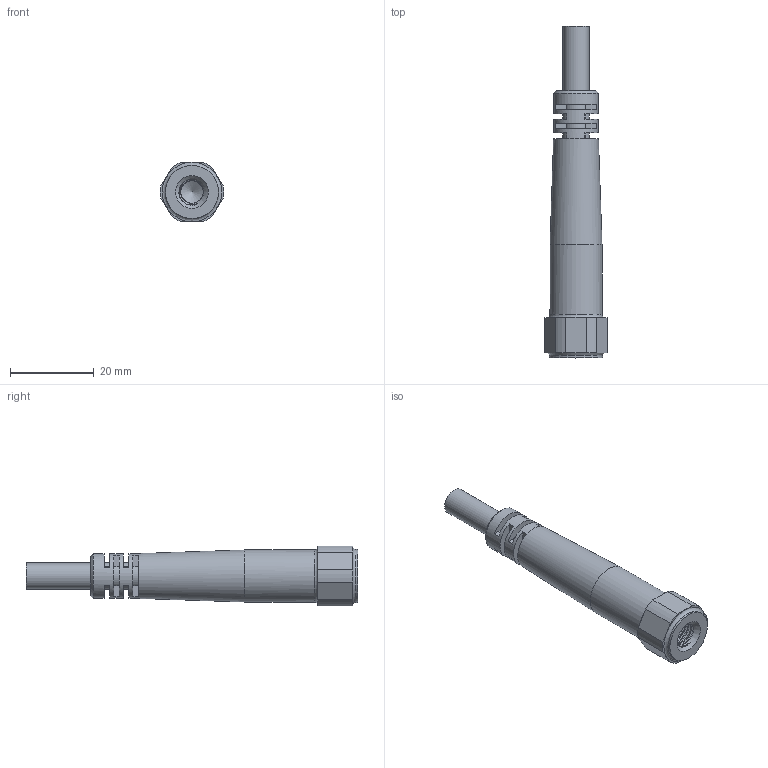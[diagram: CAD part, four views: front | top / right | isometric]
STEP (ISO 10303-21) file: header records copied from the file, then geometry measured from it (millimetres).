
FILE_DESCRIPTION(/* description */ (''),/* implementation_level */ '2;1');
FILE_NAME(/* name */ 'MASTER_MINI_TOP-EXIT_INTEGRAL_DARK-BLUE.stp',/* time_stamp */ '2017-04-26T09:56:27-04:00',/* author */ ('aneininger'),/* organization */ ('CONNECTION TECHNOLOGY CENTER'),/* preprocessor_version */ 'ST-DEVELOPER v16.5',/* originating_system */ 'Autodesk Inventor 2017',/* authorisation */ '');
FILE_SCHEMA (('AUTOMOTIVE_DESIGN { 1 0 10303 214 3 1 1 }'));
Length unit declared in the file: inch
Products named in the file (1): MASTER_MINI_TOP-EXIT_INTEGRAL_DARK-BLUE
Bounding box: 15.08 x 79.43 x 14.29 mm (x, y, z)
Volume: 7428.5 mm3; surface area: 3433.9 mm2
Topology: 1 solids, 1 shells, 75 faces, 187 edges, 121 vertices
Faces by surface type: plane 44, cylinder 20, bspline 5, cone 3, torus 3
Full cylindrical faces by diameter (mm): 6.35 x1, 10.75 x1, 12.446 x1, 12.7 x1
Entity records: 4019 total; most frequent: CARTESIAN_POINT 2175, DIRECTION 360, ORIENTED_EDGE 334, EDGE_CURVE 167, AXIS2_PLACEMENT_3D 134, VERTEX_POINT 113, EDGE_LOOP 94, LINE 92
